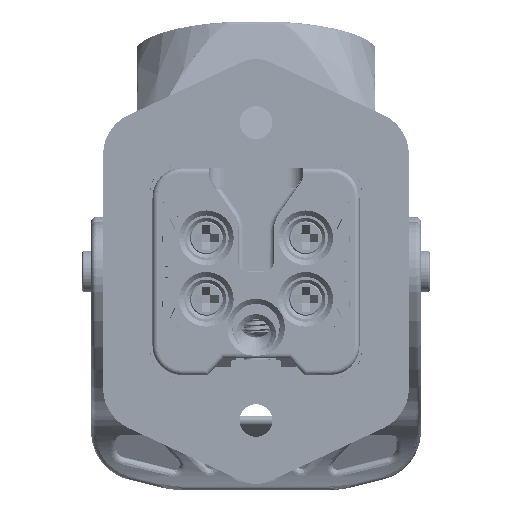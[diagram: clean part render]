
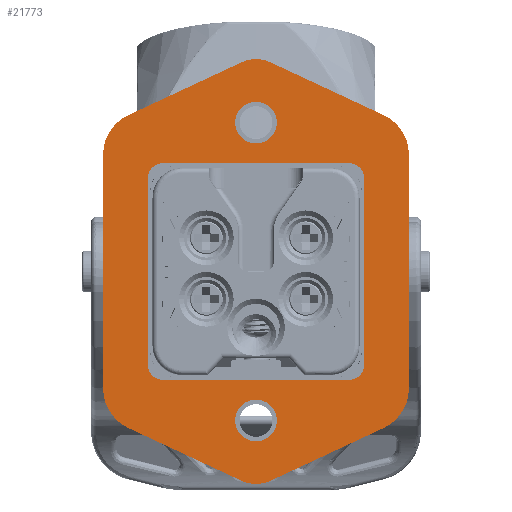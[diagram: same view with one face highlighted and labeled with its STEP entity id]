
A CAD part, front view. The second image highlights one B-rep face of the part: STEP entity #21773.
In plain terms, the highlighted planar face has unit normal (0, -1, 0).
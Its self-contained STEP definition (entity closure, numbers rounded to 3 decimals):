
#2293=PLANE('',#90125);
#3033=FACE_BOUND('',#32379,.T.);
#3034=FACE_BOUND('',#32380,.T.);
#3035=FACE_BOUND('',#32381,.T.);
#3036=FACE_BOUND('',#32382,.T.);
#4873=CIRCLE('',#90074,2.1);
#4875=CIRCLE('',#90077,2.1);
#4889=CIRCLE('',#90113,1.5);
#4890=CIRCLE('',#90114,1.5);
#4891=CIRCLE('',#90115,1.5);
#4892=CIRCLE('',#90116,1.5);
#4893=CIRCLE('',#90117,2.1);
#4894=CIRCLE('',#90118,2.1);
#4895=CIRCLE('',#90119,4.398);
#4896=CIRCLE('',#90120,4.398);
#4897=CIRCLE('',#90121,3.398);
#4898=CIRCLE('',#90122,4.398);
#4899=CIRCLE('',#90123,4.398);
#4900=CIRCLE('',#90124,3.398);
#10335=LINE('',#171630,#16548);
#10336=LINE('',#171635,#16549);
#10337=LINE('',#171639,#16550);
#10338=LINE('',#171643,#16551);
#10339=LINE('',#171651,#16552);
#10340=LINE('',#171655,#16553);
#10341=LINE('',#171659,#16554);
#10342=LINE('',#171663,#16555);
#10343=LINE('',#171667,#16556);
#10344=LINE('',#171671,#16557);
#16548=VECTOR('',#106766,1.);
#16549=VECTOR('',#106769,1.);
#16550=VECTOR('',#106772,1.);
#16551=VECTOR('',#106775,1.);
#16552=VECTOR('',#106784,1.);
#16553=VECTOR('',#106787,1.);
#16554=VECTOR('',#106790,1.);
#16555=VECTOR('',#106793,1.);
#16556=VECTOR('',#106796,1.);
#16557=VECTOR('',#106799,1.);
#21773=ADVANCED_FACE('NONE',(#3033,#3034,#3035,#3036),#2293,.F.);
#32379=EDGE_LOOP('',(#53571,#53572,#53573,#53574,#53575,#53576,#53577,#53578));
#32380=EDGE_LOOP('',(#53579,#53580));
#32381=EDGE_LOOP('',(#53581,#53582));
#32382=EDGE_LOOP('',(#53583,#53584,#53585,#53586,#53587,#53588,#53589,#53590,
#53591,#53592,#53593,#53594));
#53571=ORIENTED_EDGE('',*,*,#77898,.F.);
#53572=ORIENTED_EDGE('',*,*,#77899,.F.);
#53573=ORIENTED_EDGE('',*,*,#77900,.F.);
#53574=ORIENTED_EDGE('',*,*,#77901,.F.);
#53575=ORIENTED_EDGE('',*,*,#77902,.F.);
#53576=ORIENTED_EDGE('',*,*,#77903,.F.);
#53577=ORIENTED_EDGE('',*,*,#77904,.F.);
#53578=ORIENTED_EDGE('',*,*,#77905,.F.);
#53579=ORIENTED_EDGE('',*,*,#77791,.F.);
#53580=ORIENTED_EDGE('',*,*,#77906,.F.);
#53581=ORIENTED_EDGE('',*,*,#77795,.F.);
#53582=ORIENTED_EDGE('',*,*,#77907,.F.);
#53583=ORIENTED_EDGE('',*,*,#77908,.F.);
#53584=ORIENTED_EDGE('',*,*,#77909,.F.);
#53585=ORIENTED_EDGE('',*,*,#77910,.F.);
#53586=ORIENTED_EDGE('',*,*,#77911,.F.);
#53587=ORIENTED_EDGE('',*,*,#77912,.F.);
#53588=ORIENTED_EDGE('',*,*,#77913,.F.);
#53589=ORIENTED_EDGE('',*,*,#77914,.F.);
#53590=ORIENTED_EDGE('',*,*,#77915,.F.);
#53591=ORIENTED_EDGE('',*,*,#77916,.F.);
#53592=ORIENTED_EDGE('',*,*,#77917,.F.);
#53593=ORIENTED_EDGE('',*,*,#77918,.F.);
#53594=ORIENTED_EDGE('',*,*,#77919,.F.);
#66009=VERTEX_POINT('',#171397);
#66010=VERTEX_POINT('',#171398);
#66013=VERTEX_POINT('',#171406);
#66014=VERTEX_POINT('',#171407);
#66101=VERTEX_POINT('',#171631);
#66102=VERTEX_POINT('',#171632);
#66103=VERTEX_POINT('',#171634);
#66104=VERTEX_POINT('',#171636);
#66105=VERTEX_POINT('',#171638);
#66106=VERTEX_POINT('',#171640);
#66107=VERTEX_POINT('',#171642);
#66108=VERTEX_POINT('',#171644);
#66109=VERTEX_POINT('',#171649);
#66110=VERTEX_POINT('',#171650);
#66111=VERTEX_POINT('',#171652);
#66112=VERTEX_POINT('',#171654);
#66113=VERTEX_POINT('',#171656);
#66114=VERTEX_POINT('',#171658);
#66115=VERTEX_POINT('',#171660);
#66116=VERTEX_POINT('',#171662);
#66117=VERTEX_POINT('',#171664);
#66118=VERTEX_POINT('',#171666);
#66119=VERTEX_POINT('',#171668);
#66120=VERTEX_POINT('',#171670);
#77791=EDGE_CURVE('NONE',#66009,#66010,#4873,.T.);
#77795=EDGE_CURVE('NONE',#66013,#66014,#4875,.T.);
#77898=EDGE_CURVE('NONE',#66101,#66102,#10335,.T.);
#77899=EDGE_CURVE('NONE',#66103,#66101,#4889,.T.);
#77900=EDGE_CURVE('NONE',#66104,#66103,#10336,.T.);
#77901=EDGE_CURVE('NONE',#66105,#66104,#4890,.T.);
#77902=EDGE_CURVE('NONE',#66106,#66105,#10337,.T.);
#77903=EDGE_CURVE('NONE',#66107,#66106,#4891,.T.);
#77904=EDGE_CURVE('NONE',#66108,#66107,#10338,.T.);
#77905=EDGE_CURVE('NONE',#66102,#66108,#4892,.T.);
#77906=EDGE_CURVE('NONE',#66010,#66009,#4893,.T.);
#77907=EDGE_CURVE('NONE',#66014,#66013,#4894,.T.);
#77908=EDGE_CURVE('NONE',#66109,#66110,#4895,.T.);
#77909=EDGE_CURVE('NONE',#66111,#66109,#10339,.T.);
#77910=EDGE_CURVE('NONE',#66112,#66111,#4896,.T.);
#77911=EDGE_CURVE('NONE',#66113,#66112,#10340,.T.);
#77912=EDGE_CURVE('NONE',#66114,#66113,#4897,.T.);
#77913=EDGE_CURVE('NONE',#66115,#66114,#10341,.T.);
#77914=EDGE_CURVE('NONE',#66116,#66115,#4898,.T.);
#77915=EDGE_CURVE('NONE',#66117,#66116,#10342,.T.);
#77916=EDGE_CURVE('NONE',#66118,#66117,#4899,.T.);
#77917=EDGE_CURVE('NONE',#66119,#66118,#10343,.T.);
#77918=EDGE_CURVE('NONE',#66120,#66119,#4900,.T.);
#77919=EDGE_CURVE('NONE',#66110,#66120,#10344,.T.);
#90074=AXIS2_PLACEMENT_3D('',#171396,#106601,#106602);
#90077=AXIS2_PLACEMENT_3D('',#171405,#106609,#106610);
#90113=AXIS2_PLACEMENT_3D('',#171633,#106767,#106768);
#90114=AXIS2_PLACEMENT_3D('',#171637,#106770,#106771);
#90115=AXIS2_PLACEMENT_3D('',#171641,#106773,#106774);
#90116=AXIS2_PLACEMENT_3D('',#171645,#106776,#106777);
#90117=AXIS2_PLACEMENT_3D('',#171646,#106778,#106779);
#90118=AXIS2_PLACEMENT_3D('',#171647,#106780,#106781);
#90119=AXIS2_PLACEMENT_3D('',#171648,#106782,#106783);
#90120=AXIS2_PLACEMENT_3D('',#171653,#106785,#106786);
#90121=AXIS2_PLACEMENT_3D('',#171657,#106788,#106789);
#90122=AXIS2_PLACEMENT_3D('',#171661,#106791,#106792);
#90123=AXIS2_PLACEMENT_3D('',#171665,#106794,#106795);
#90124=AXIS2_PLACEMENT_3D('',#171669,#106797,#106798);
#90125=AXIS2_PLACEMENT_3D('',#171672,#106800,#106801);
#106601=DIRECTION('',(0.,-1.,0.));
#106602=DIRECTION('',(-1.,0.,0.));
#106609=DIRECTION('',(0.,-1.,0.));
#106610=DIRECTION('',(-1.,0.,0.));
#106766=DIRECTION('',(0.,0.,1.));
#106767=DIRECTION('',(0.,-1.,0.));
#106768=DIRECTION('',(-1.,0.,0.));
#106769=DIRECTION('',(1.,0.,0.));
#106770=DIRECTION('',(0.,-1.,0.));
#106771=DIRECTION('',(-1.,0.,0.));
#106772=DIRECTION('',(0.,0.,-1.));
#106773=DIRECTION('',(0.,-1.,0.));
#106774=DIRECTION('',(-1.,0.,0.));
#106775=DIRECTION('',(-1.,0.,0.));
#106776=DIRECTION('',(0.,-1.,0.));
#106777=DIRECTION('',(-1.,0.,0.));
#106778=DIRECTION('',(0.,-1.,0.));
#106779=DIRECTION('',(-1.,0.,0.));
#106780=DIRECTION('',(0.,-1.,0.));
#106781=DIRECTION('',(-1.,0.,0.));
#106782=DIRECTION('',(0.,1.,0.));
#106783=DIRECTION('',(-1.,0.,0.));
#106784=DIRECTION('',(0.,0.,-1.));
#106785=DIRECTION('',(0.,1.,0.));
#106786=DIRECTION('',(-1.,0.,0.));
#106787=DIRECTION('',(0.906,0.,-0.423));
#106788=DIRECTION('',(0.,1.,0.));
#106789=DIRECTION('',(-1.,0.,0.));
#106790=DIRECTION('',(0.906,0.,0.423));
#106791=DIRECTION('',(0.,1.,0.));
#106792=DIRECTION('',(-1.,0.,0.));
#106793=DIRECTION('',(0.,0.,1.));
#106794=DIRECTION('',(0.,1.,0.));
#106795=DIRECTION('',(-1.,0.,0.));
#106796=DIRECTION('',(-0.906,0.,0.423));
#106797=DIRECTION('',(0.,1.,0.));
#106798=DIRECTION('',(-1.,0.,0.));
#106799=DIRECTION('',(-0.906,0.,-0.423));
#106800=DIRECTION('',(0.,1.,0.));
#106801=DIRECTION('',(-1.,0.,0.));
#171396=CARTESIAN_POINT('',(-112.728,-53.195,-67.952));
#171397=CARTESIAN_POINT('',(-114.828,-53.195,-67.952));
#171398=CARTESIAN_POINT('',(-110.628,-53.195,-67.952));
#171405=CARTESIAN_POINT('',(-112.728,-53.195,-37.952));
#171406=CARTESIAN_POINT('',(-114.828,-53.195,-37.952));
#171407=CARTESIAN_POINT('',(-110.628,-53.195,-37.952));
#171630=CARTESIAN_POINT('',(-101.828,-53.195,-52.952));
#171631=CARTESIAN_POINT('',(-101.828,-53.195,-62.352));
#171632=CARTESIAN_POINT('',(-101.828,-53.195,-43.552));
#171633=CARTESIAN_POINT('',(-103.328,-53.195,-62.352));
#171634=CARTESIAN_POINT('',(-103.328,-53.195,-63.852));
#171635=CARTESIAN_POINT('',(-112.728,-53.195,-63.852));
#171636=CARTESIAN_POINT('',(-122.128,-53.195,-63.852));
#171637=CARTESIAN_POINT('',(-122.128,-53.195,-62.352));
#171638=CARTESIAN_POINT('',(-123.628,-53.195,-62.352));
#171639=CARTESIAN_POINT('',(-123.628,-53.195,-52.952));
#171640=CARTESIAN_POINT('',(-123.628,-53.195,-43.552));
#171641=CARTESIAN_POINT('',(-122.128,-53.195,-43.552));
#171642=CARTESIAN_POINT('',(-122.128,-53.195,-42.052));
#171643=CARTESIAN_POINT('',(-112.728,-53.195,-42.052));
#171644=CARTESIAN_POINT('',(-103.328,-53.195,-42.052));
#171645=CARTESIAN_POINT('',(-103.328,-53.195,-43.552));
#171646=CARTESIAN_POINT('',(-112.728,-53.195,-67.952));
#171647=CARTESIAN_POINT('',(-112.728,-53.195,-37.952));
#171648=CARTESIAN_POINT('',(-101.728,-53.195,-64.72));
#171649=CARTESIAN_POINT('',(-97.33,-53.195,-64.72));
#171650=CARTESIAN_POINT('',(-99.869,-53.195,-68.706));
#171651=CARTESIAN_POINT('',(-97.33,-53.195,-52.952));
#171652=CARTESIAN_POINT('',(-97.33,-53.195,-41.185));
#171653=CARTESIAN_POINT('',(-101.728,-53.195,-41.185));
#171654=CARTESIAN_POINT('',(-99.869,-53.195,-37.199));
#171655=CARTESIAN_POINT('',(-111.292,-53.195,-31.872));
#171656=CARTESIAN_POINT('',(-111.292,-53.195,-31.872));
#171657=CARTESIAN_POINT('',(-112.728,-53.195,-34.952));
#171658=CARTESIAN_POINT('',(-114.164,-53.195,-31.872));
#171659=CARTESIAN_POINT('',(-125.587,-53.195,-37.199));
#171660=CARTESIAN_POINT('',(-125.587,-53.195,-37.199));
#171661=CARTESIAN_POINT('',(-123.728,-53.195,-41.185));
#171662=CARTESIAN_POINT('',(-128.126,-53.195,-41.185));
#171663=CARTESIAN_POINT('',(-128.126,-53.195,-52.952));
#171664=CARTESIAN_POINT('',(-128.126,-53.195,-64.72));
#171665=CARTESIAN_POINT('',(-123.728,-53.195,-64.72));
#171666=CARTESIAN_POINT('',(-125.587,-53.195,-68.706));
#171667=CARTESIAN_POINT('',(-114.164,-53.195,-74.032));
#171668=CARTESIAN_POINT('',(-114.164,-53.195,-74.032));
#171669=CARTESIAN_POINT('',(-112.728,-53.195,-70.952));
#171670=CARTESIAN_POINT('',(-111.292,-53.195,-74.032));
#171671=CARTESIAN_POINT('',(-99.869,-53.195,-68.706));
#171672=CARTESIAN_POINT('',(-112.728,-53.195,-52.952));
